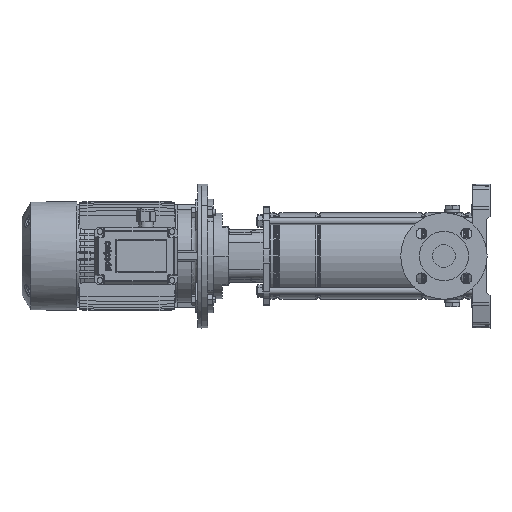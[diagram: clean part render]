
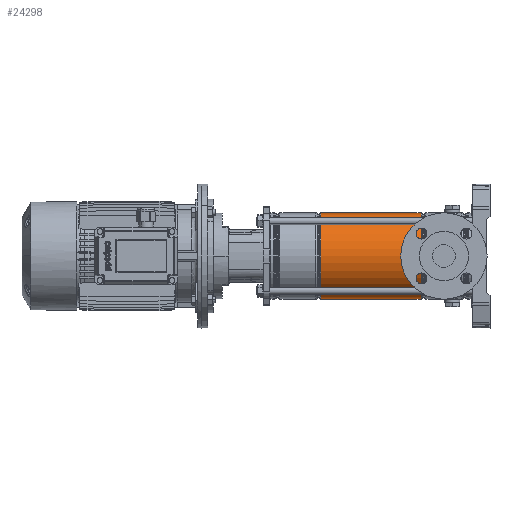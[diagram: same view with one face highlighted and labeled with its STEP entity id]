
A CAD part, left-side view. The second image highlights one B-rep face of the part: STEP entity #24298.
In plain terms, the highlighted cylindrical face has radius 74.9 mm (diameter 149.8 mm), a partial arc.
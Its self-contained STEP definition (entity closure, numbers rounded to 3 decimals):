
#1448 = VECTOR ( 'NONE', #32937, 1000. ) ;
#2629 = DIRECTION ( 'NONE',  ( 0., 0., -1. ) ) ;
#3011 = CYLINDRICAL_SURFACE ( 'NONE', #30808, 74.9 ) ;
#5581 = VERTEX_POINT ( 'NONE', #22634 ) ;
#7920 = CARTESIAN_POINT ( 'NONE',  ( 74.9, 0., 261.221 ) ) ;
#13857 = CARTESIAN_POINT ( 'NONE',  ( -74.9, 0., 261.221 ) ) ;
#22634 = CARTESIAN_POINT ( 'NONE',  ( 74.9, 0., 87.279 ) ) ;
#23043 = VECTOR ( 'NONE', #52089, 1000. ) ;
#24298 = ADVANCED_FACE ( 'NONE', ( #67724 ), #3011, .T. ) ;
#26910 = AXIS2_PLACEMENT_3D ( 'NONE', #37777, #55945, #73780 ) ;
#27920 = VERTEX_POINT ( 'NONE', #7920 ) ;
#29584 = DIRECTION ( 'NONE',  ( 1., 0., 0. ) ) ;
#30808 = AXIS2_PLACEMENT_3D ( 'NONE', #73912, #2629, #38666 ) ;
#32937 = DIRECTION ( 'NONE',  ( 0., 0., -1. ) ) ;
#33522 = CARTESIAN_POINT ( 'NONE',  ( -74.9, 0., 0. ) ) ;
#37777 = CARTESIAN_POINT ( 'NONE',  ( 0., 0., 261.221 ) ) ;
#37828 = AXIS2_PLACEMENT_3D ( 'NONE', #70266, #54335, #29584 ) ;
#38051 = CIRCLE ( 'NONE', #26910, 74.9 ) ;
#38666 = DIRECTION ( 'NONE',  ( -1., 0., 0. ) ) ;
#39039 = VERTEX_POINT ( 'NONE', #39218 ) ;
#39154 = CARTESIAN_POINT ( 'NONE',  ( 74.9, 0., 0. ) ) ;
#39218 = CARTESIAN_POINT ( 'NONE',  ( -74.9, 0., 87.279 ) ) ;
#41409 = VERTEX_POINT ( 'NONE', #13857 ) ;
#42009 = EDGE_CURVE ( 'NONE', #41409, #27920, #38051, .T. ) ;
#48214 = ORIENTED_EDGE ( 'NONE', *, *, #75028, .T. ) ;
#50365 = LINE ( 'NONE', #39154, #1448 ) ;
#50640 = ORIENTED_EDGE ( 'NONE', *, *, #62156, .F. ) ;
#51139 = ORIENTED_EDGE ( 'NONE', *, *, #67601, .T. ) ;
#52089 = DIRECTION ( 'NONE',  ( 0., 0., -1. ) ) ;
#52668 = CIRCLE ( 'NONE', #37828, 74.9 ) ;
#54335 = DIRECTION ( 'NONE',  ( 0., 0., 1. ) ) ;
#55945 = DIRECTION ( 'NONE',  ( 0., 0., -1. ) ) ;
#62156 = EDGE_CURVE ( 'NONE', #41409, #39039, #63344, .T. ) ;
#63344 = LINE ( 'NONE', #33522, #23043 ) ;
#64081 = EDGE_LOOP ( 'NONE', ( #71569, #48214, #51139, #50640 ) ) ;
#67601 = EDGE_CURVE ( 'NONE', #5581, #39039, #52668, .T. ) ;
#67724 = FACE_OUTER_BOUND ( 'NONE', #64081, .T. ) ;
#70266 = CARTESIAN_POINT ( 'NONE',  ( 0., 0., 87.279 ) ) ;
#71569 = ORIENTED_EDGE ( 'NONE', *, *, #42009, .T. ) ;
#73780 = DIRECTION ( 'NONE',  ( 1., 0., 0. ) ) ;
#73912 = CARTESIAN_POINT ( 'NONE',  ( 0., 0., 0. ) ) ;
#75028 = EDGE_CURVE ( 'NONE', #27920, #5581, #50365, .T. ) ;
